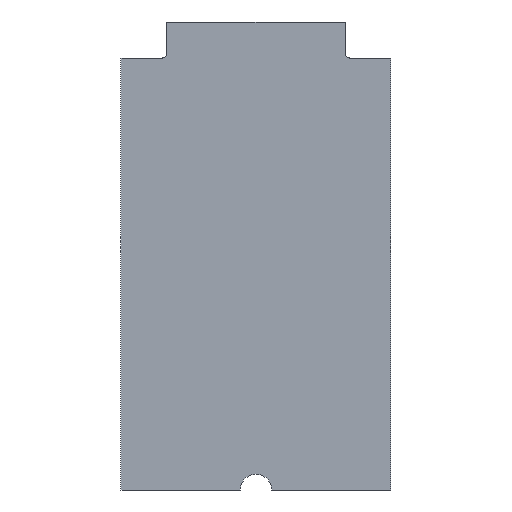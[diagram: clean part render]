
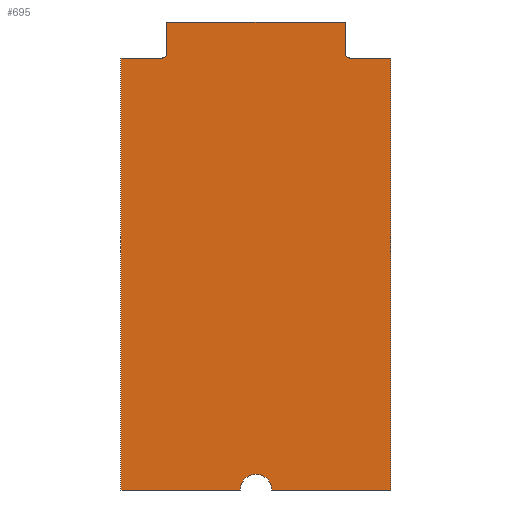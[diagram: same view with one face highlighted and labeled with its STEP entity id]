
A CAD part, front view. The second image highlights one B-rep face of the part: STEP entity #695.
In plain terms, the highlighted planar face has unit normal (0, -1, 0).
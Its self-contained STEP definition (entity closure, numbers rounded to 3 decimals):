
#2 = CARTESIAN_POINT ( 'NONE',  ( -9.925, 0., 0. ) ) ;
#14 = CIRCLE ( 'NONE', #798, 0.5 ) ;
#15 = VERTEX_POINT ( 'NONE', #1385 ) ;
#48 = EDGE_CURVE ( 'NONE', #355, #1051, #1093, .T. ) ;
#56 = DIRECTION ( 'NONE',  ( 0., 0., -1. ) ) ;
#80 = ORIENTED_EDGE ( 'NONE', *, *, #1287, .F. ) ;
#97 = DIRECTION ( 'NONE',  ( -1., 0., 0. ) ) ;
#101 = DIRECTION ( 'NONE',  ( 0., 0., 1. ) ) ;
#107 = EDGE_CURVE ( 'NONE', #1368, #1266, #1167, .T. ) ;
#134 = CARTESIAN_POINT ( 'NONE',  ( 15., 0., -4. ) ) ;
#144 = VECTOR ( 'NONE', #1116, 1000. ) ;
#155 = CARTESIAN_POINT ( 'NONE',  ( -10.425, 0., -4. ) ) ;
#157 = ORIENTED_EDGE ( 'NONE', *, *, #581, .F. ) ;
#161 = PLANE ( 'NONE',  #1371 ) ;
#180 = DIRECTION ( 'NONE',  ( 0., -1., 0. ) ) ;
#189 = CARTESIAN_POINT ( 'NONE',  ( 1.75, 0., -52. ) ) ;
#211 = CARTESIAN_POINT ( 'NONE',  ( -15., 0., -52. ) ) ;
#227 = LINE ( 'NONE', #961, #1149 ) ;
#236 = ORIENTED_EDGE ( 'NONE', *, *, #1252, .F. ) ;
#241 = CARTESIAN_POINT ( 'NONE',  ( -9.925, 0., 0. ) ) ;
#287 = LINE ( 'NONE', #919, #506 ) ;
#310 = DIRECTION ( 'NONE',  ( 0., 0., -1. ) ) ;
#316 = EDGE_CURVE ( 'NONE', #474, #1368, #1084, .T. ) ;
#319 = CARTESIAN_POINT ( 'NONE',  ( -10.425, 0., -3.5 ) ) ;
#355 = VERTEX_POINT ( 'NONE', #1345 ) ;
#363 = CARTESIAN_POINT ( 'NONE',  ( 0., 0., -52. ) ) ;
#404 = ORIENTED_EDGE ( 'NONE', *, *, #478, .F. ) ;
#436 = CARTESIAN_POINT ( 'NONE',  ( -9.925, 0., -3.5 ) ) ;
#474 = VERTEX_POINT ( 'NONE', #189 ) ;
#478 = EDGE_CURVE ( 'NONE', #528, #780, #920, .T. ) ;
#492 = DIRECTION ( 'NONE',  ( 0., -1., 0. ) ) ;
#506 = VECTOR ( 'NONE', #613, 1000. ) ;
#528 = VERTEX_POINT ( 'NONE', #436 ) ;
#581 = EDGE_CURVE ( 'NONE', #1266, #655, #227, .T. ) ;
#583 = CARTESIAN_POINT ( 'NONE',  ( 15., 0., -52. ) ) ;
#592 = CARTESIAN_POINT ( 'NONE',  ( -15., 0., -4. ) ) ;
#613 = DIRECTION ( 'NONE',  ( 1., 0., 0. ) ) ;
#614 = CARTESIAN_POINT ( 'NONE',  ( -9.925, 0., 0. ) ) ;
#618 = ORIENTED_EDGE ( 'NONE', *, *, #1236, .F. ) ;
#637 = DIRECTION ( 'NONE',  ( 0., -1., 0. ) ) ;
#655 = VERTEX_POINT ( 'NONE', #592 ) ;
#677 = VERTEX_POINT ( 'NONE', #991 ) ;
#695 = ADVANCED_FACE ( 'NONE', ( #784 ), #161, .T. ) ;
#697 = CARTESIAN_POINT ( 'NONE',  ( 10.425, 0., -4. ) ) ;
#698 = ORIENTED_EDGE ( 'NONE', *, *, #986, .F. ) ;
#701 = CARTESIAN_POINT ( 'NONE',  ( -1.75, 0., -52. ) ) ;
#715 = DIRECTION ( 'NONE',  ( -1., 0., 0. ) ) ;
#735 = VERTEX_POINT ( 'NONE', #155 ) ;
#740 = CARTESIAN_POINT ( 'NONE',  ( 10.425, 0., -4. ) ) ;
#741 = EDGE_LOOP ( 'NONE', ( #1275, #236, #807, #895, #828, #80, #776, #404, #698, #618, #157, #1268 ) ) ;
#758 = AXIS2_PLACEMENT_3D ( 'NONE', #812, #492, #833 ) ;
#776 = ORIENTED_EDGE ( 'NONE', *, *, #947, .F. ) ;
#780 = VERTEX_POINT ( 'NONE', #2 ) ;
#784 = FACE_OUTER_BOUND ( 'NONE', #741, .T. ) ;
#798 = AXIS2_PLACEMENT_3D ( 'NONE', #319, #637, #858 ) ;
#807 = ORIENTED_EDGE ( 'NONE', *, *, #48, .F. ) ;
#812 = CARTESIAN_POINT ( 'NONE',  ( 10.425, 0., -3.5 ) ) ;
#826 = EDGE_CURVE ( 'NONE', #677, #877, #1348, .T. ) ;
#828 = ORIENTED_EDGE ( 'NONE', *, *, #826, .F. ) ;
#833 = DIRECTION ( 'NONE',  ( 0., 0., -1. ) ) ;
#858 = DIRECTION ( 'NONE',  ( 0., 0., 1. ) ) ;
#864 = VECTOR ( 'NONE', #1352, 1000. ) ;
#868 = AXIS2_PLACEMENT_3D ( 'NONE', #1006, #180, #56 ) ;
#872 = LINE ( 'NONE', #241, #903 ) ;
#877 = VERTEX_POINT ( 'NONE', #740 ) ;
#887 = LINE ( 'NONE', #697, #144 ) ;
#895 = ORIENTED_EDGE ( 'NONE', *, *, #1098, .F. ) ;
#903 = VECTOR ( 'NONE', #1049, 1000. ) ;
#919 = CARTESIAN_POINT ( 'NONE',  ( -10.425, 0., -4. ) ) ;
#920 = LINE ( 'NONE', #614, #864 ) ;
#922 = VECTOR ( 'NONE', #97, 1000. ) ;
#945 = VECTOR ( 'NONE', #310, 1000. ) ;
#947 = EDGE_CURVE ( 'NONE', #780, #15, #872, .T. ) ;
#961 = CARTESIAN_POINT ( 'NONE',  ( -15., 0., -4. ) ) ;
#971 = VECTOR ( 'NONE', #715, 1000. ) ;
#986 = EDGE_CURVE ( 'NONE', #735, #528, #14, .T. ) ;
#991 = CARTESIAN_POINT ( 'NONE',  ( 9.925, 0., -3.5 ) ) ;
#1006 = CARTESIAN_POINT ( 'NONE',  ( 0., 0., -52. ) ) ;
#1009 = DIRECTION ( 'NONE',  ( 0., 0., -1. ) ) ;
#1034 = VECTOR ( 'NONE', #1188, 1000. ) ;
#1039 = LINE ( 'NONE', #1234, #971 ) ;
#1046 = LINE ( 'NONE', #1270, #945 ) ;
#1049 = DIRECTION ( 'NONE',  ( 1., 0., 0. ) ) ;
#1051 = VERTEX_POINT ( 'NONE', #583 ) ;
#1084 = CIRCLE ( 'NONE', #868, 1.75 ) ;
#1093 = LINE ( 'NONE', #134, #1034 ) ;
#1098 = EDGE_CURVE ( 'NONE', #877, #355, #887, .T. ) ;
#1115 = DIRECTION ( 'NONE',  ( 0., -1., 0. ) ) ;
#1116 = DIRECTION ( 'NONE',  ( 1., 0., 0. ) ) ;
#1149 = VECTOR ( 'NONE', #101, 1000. ) ;
#1167 = LINE ( 'NONE', #211, #922 ) ;
#1188 = DIRECTION ( 'NONE',  ( 0., 0., -1. ) ) ;
#1234 = CARTESIAN_POINT ( 'NONE',  ( 15., 0., -52. ) ) ;
#1236 = EDGE_CURVE ( 'NONE', #655, #735, #287, .T. ) ;
#1252 = EDGE_CURVE ( 'NONE', #1051, #474, #1039, .T. ) ;
#1266 = VERTEX_POINT ( 'NONE', #1364 ) ;
#1268 = ORIENTED_EDGE ( 'NONE', *, *, #107, .F. ) ;
#1270 = CARTESIAN_POINT ( 'NONE',  ( 9.925, 0., 0. ) ) ;
#1275 = ORIENTED_EDGE ( 'NONE', *, *, #316, .F. ) ;
#1287 = EDGE_CURVE ( 'NONE', #15, #677, #1046, .T. ) ;
#1345 = CARTESIAN_POINT ( 'NONE',  ( 15., 0., -4. ) ) ;
#1348 = CIRCLE ( 'NONE', #758, 0.5 ) ;
#1352 = DIRECTION ( 'NONE',  ( 0., 0., 1. ) ) ;
#1364 = CARTESIAN_POINT ( 'NONE',  ( -15., 0., -52. ) ) ;
#1368 = VERTEX_POINT ( 'NONE', #701 ) ;
#1371 = AXIS2_PLACEMENT_3D ( 'NONE', #363, #1115, #1009 ) ;
#1385 = CARTESIAN_POINT ( 'NONE',  ( 9.925, 0., 0. ) ) ;
